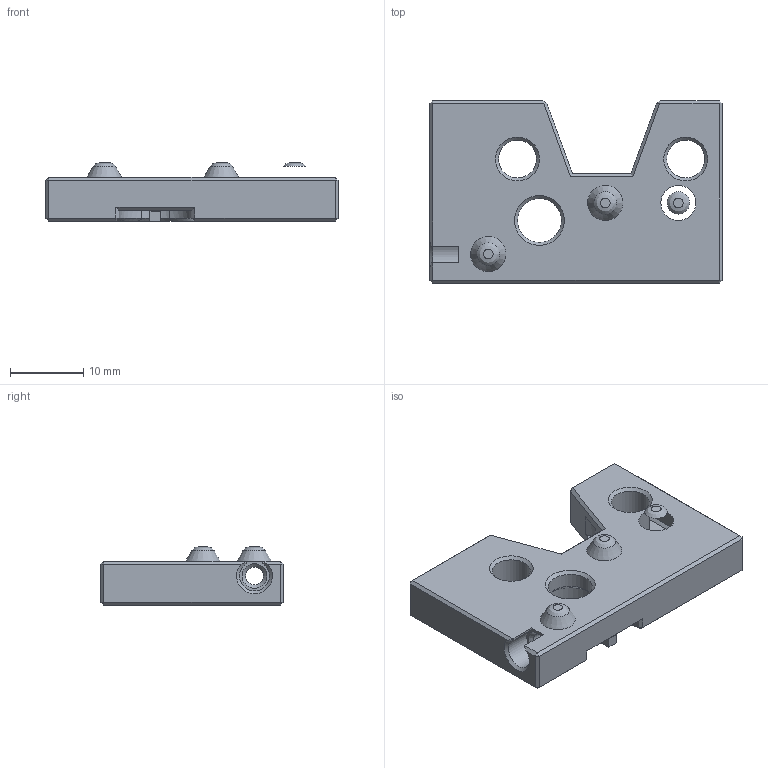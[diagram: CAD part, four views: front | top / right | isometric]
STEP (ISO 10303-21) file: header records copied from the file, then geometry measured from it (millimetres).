
FILE_DESCRIPTION(/* description */ (''),/* implementation_level */ '2;1');
FILE_NAME(/* name */ 'CarrotFeeder_BearingInsert v26.step',/* time_stamp */ '2021-04-26T19:04:18+02:00',/* author */ (''),/* organization */ (''),/* preprocessor_version */ 'ST-DEVELOPER v18.1',/* originating_system */ 'Autodesk Translation Framework v10.6.0.1341',/* authorisation */ '');
FILE_SCHEMA (('AUTOMOTIVE_DESIGN { 1 0 10303 214 3 1 1 }'));
Length unit declared in the file: millimetre
Products named in the file (1): CarrotFeeder_BearingInsert
Bounding box: 40 x 25 x 8 mm (x, y, z)
Volume: 4344.9 mm3; surface area: 3341.4 mm2
Topology: 2 solids, 2 shells, 107 faces, 238 edges, 139 vertices
Faces by surface type: plane 76, cone 18, cylinder 8, bspline 5
Full cylindrical faces by diameter (mm): 2.4 x1, 5.2 x2, 6 x1, 8.05 x1
Entity records: 3695 total; most frequent: CARTESIAN_POINT 1318, DIRECTION 483, ORIENTED_EDGE 476, EDGE_CURVE 238, LINE 165, VECTOR 165, AXIS2_PLACEMENT_3D 159, VERTEX_POINT 139
